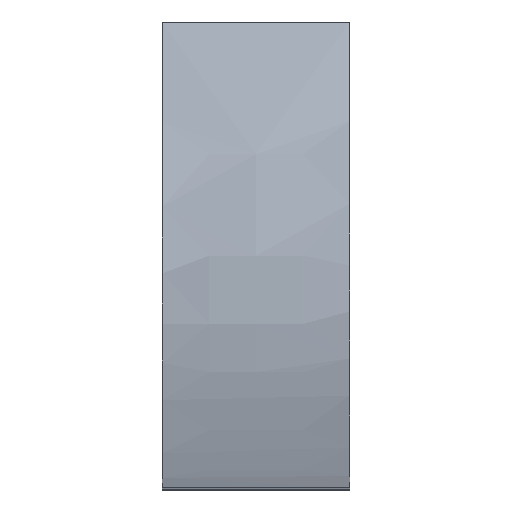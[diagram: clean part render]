
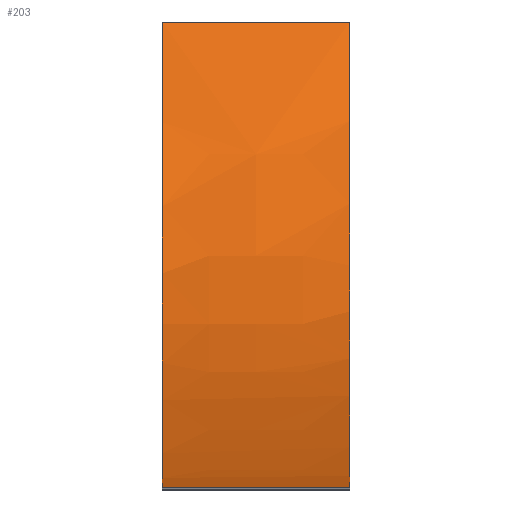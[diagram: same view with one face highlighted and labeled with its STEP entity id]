
A CAD part, top view. The second image highlights one B-rep face of the part: STEP entity #203.
In plain terms, the highlighted face is a extrusion surface.
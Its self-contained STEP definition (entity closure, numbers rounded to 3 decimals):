
#76=CARTESIAN_POINT('Vertex',(0.,50.,0.)) ;
#80=CARTESIAN_POINT('Control Point',(0.,50.,0.)) ;
#81=CARTESIAN_POINT('Control Point',(0.,43.661,3.977)) ;
#82=CARTESIAN_POINT('Control Point',(0.,38.003,8.476)) ;
#83=CARTESIAN_POINT('Control Point',(0.,33.025,13.496)) ;
#84=CARTESIAN_POINT('Control Point',(0.,24.721,24.155)) ;
#85=CARTESIAN_POINT('Control Point',(0.,18.665,36.38)) ;
#86=CARTESIAN_POINT('Control Point',(0.,16.233,42.534)) ;
#87=CARTESIAN_POINT('Control Point',(0.,12.224,54.991)) ;
#88=CARTESIAN_POINT('Control Point',(0.,9.45,67.706)) ;
#89=CARTESIAN_POINT('Control Point',(0.,8.292,73.998)) ;
#90=CARTESIAN_POINT('Control Point',(0.,5.138,92.825)) ;
#91=CARTESIAN_POINT('Control Point',(0.,2.584,111.732)) ;
#92=CARTESIAN_POINT('Control Point',(0.,0.861,124.397)) ;
#93=CARTESIAN_POINT('Control Point',(0.,0.,137.172)) ;
#94=CARTESIAN_POINT('Control Point',(0.,0.,150.056)) ;
#95=CARTESIAN_POINT('Vertex',(0.,0.,150.056)) ;
#128=CARTESIAN_POINT('Vertex',(-20.,50.,0.)) ;
#131=CARTESIAN_POINT('Line Origine',(-10.,50.,0.)) ;
#149=CARTESIAN_POINT('Control Point',(0.,50.,0.)) ;
#150=CARTESIAN_POINT('Control Point',(0.,43.661,3.977)) ;
#151=CARTESIAN_POINT('Control Point',(0.,38.003,8.476)) ;
#152=CARTESIAN_POINT('Control Point',(0.,33.025,13.496)) ;
#153=CARTESIAN_POINT('Control Point',(0.,24.721,24.155)) ;
#154=CARTESIAN_POINT('Control Point',(0.,18.665,36.38)) ;
#155=CARTESIAN_POINT('Control Point',(0.,16.233,42.534)) ;
#156=CARTESIAN_POINT('Control Point',(0.,12.224,54.991)) ;
#157=CARTESIAN_POINT('Control Point',(0.,9.45,67.706)) ;
#158=CARTESIAN_POINT('Control Point',(0.,8.292,73.998)) ;
#159=CARTESIAN_POINT('Control Point',(0.,5.138,92.825)) ;
#160=CARTESIAN_POINT('Control Point',(0.,2.584,111.732)) ;
#161=CARTESIAN_POINT('Control Point',(0.,0.861,124.397)) ;
#162=CARTESIAN_POINT('Control Point',(0.,0.,137.172)) ;
#163=CARTESIAN_POINT('Control Point',(0.,0.,150.056)) ;
#168=CARTESIAN_POINT('Control Point',(-20.,50.,0.)) ;
#169=CARTESIAN_POINT('Control Point',(-20.,43.244,4.239)) ;
#170=CARTESIAN_POINT('Control Point',(-20.,37.11,9.165)) ;
#171=CARTESIAN_POINT('Control Point',(-20.,31.748,14.781)) ;
#172=CARTESIAN_POINT('Control Point',(-20.,24.647,24.536)) ;
#173=CARTESIAN_POINT('Control Point',(-20.,19.312,35.379)) ;
#174=CARTESIAN_POINT('Control Point',(-20.,17.617,39.361)) ;
#175=CARTESIAN_POINT('Control Point',(-20.,14.602,47.483)) ;
#176=CARTESIAN_POINT('Control Point',(-20.,12.241,55.821)) ;
#177=CARTESIAN_POINT('Control Point',(-20.,11.201,60.018)) ;
#178=CARTESIAN_POINT('Control Point',(-20.,9.478,67.822)) ;
#179=CARTESIAN_POINT('Control Point',(-20.,8.039,75.663)) ;
#180=CARTESIAN_POINT('Control Point',(-20.,7.41,79.332)) ;
#181=CARTESIAN_POINT('Control Point',(-20.,6.205,86.734)) ;
#182=CARTESIAN_POINT('Control Point',(-20.,5.092,94.15)) ;
#183=CARTESIAN_POINT('Control Point',(-20.,4.556,97.834)) ;
#184=CARTESIAN_POINT('Control Point',(-20.,2.788,110.377)) ;
#185=CARTESIAN_POINT('Control Point',(-20.,1.283,122.974)) ;
#186=CARTESIAN_POINT('Control Point',(-20.,0.426,131.961)) ;
#187=CARTESIAN_POINT('Control Point',(-20.,0.,140.995)) ;
#188=CARTESIAN_POINT('Control Point',(-20.,0.,150.056)) ;
#189=CARTESIAN_POINT('Vertex',(-20.,0.,150.056)) ;
#192=CARTESIAN_POINT('Line Origine',(-10.61,0.,150.056)) ;
#132=DIRECTION('Vector Direction',(-1.,0.,0.)) ;
#164=DIRECTION('Vector Direction',(-1.,0.,0.)) ;
#193=DIRECTION('Vector Direction',(-1.,0.,0.)) ;
#198=ORIENTED_EDGE('',*,*,#191,.T.) ;
#199=ORIENTED_EDGE('',*,*,#196,.F.) ;
#200=ORIENTED_EDGE('',*,*,#97,.F.) ;
#201=ORIENTED_EDGE('',*,*,#135,.T.) ;
#133=VECTOR('Line Direction',#132,1.) ;
#165=VECTOR('Extrusion Surface Vector',#164,1.) ;
#194=VECTOR('Line Direction',#193,1.) ;
#203=ADVANCED_FACE('Hauptk\X2\00F6\X0\rper',(#202),#166,.F.) ;
#79=B_SPLINE_CURVE_WITH_KNOTS('',5,(#80,#81,#82,#83,#84,#85,#86,#87,#88,#89,#90,#91,#92,#93,#94),.UNSPECIFIED.,.F.,.U.,(6,3,3,3,6),(0.,35.355,68.019,100.056,163.82),.UNSPECIFIED.) ;
#148=B_SPLINE_CURVE_WITH_KNOTS('',5,(#149,#150,#151,#152,#153,#154,#155,#156,#157,#158,#159,#160,#161,#162,#163),.UNSPECIFIED.,.F.,.U.,(6,3,3,3,6),(0.,35.355,68.019,100.056,163.82),.UNSPECIFIED.) ;
#167=B_SPLINE_CURVE_WITH_KNOTS('',5,(#168,#169,#170,#171,#172,#173,#174,#175,#176,#177,#178,#179,#180,#181,#182,#183,#184,#185,#186,#187,#188),.UNSPECIFIED.,.F.,.U.,(6,3,3,3,3,3,6),(0.,54.864,85.308,115.753,141.711,167.669,231.411),.UNSPECIFIED.) ;
#97=EDGE_CURVE('',#77,#96,#79,.T.) ;
#135=EDGE_CURVE('',#77,#129,#134,.T.) ;
#191=EDGE_CURVE('',#129,#190,#167,.T.) ;
#196=EDGE_CURVE('',#96,#190,#195,.T.) ;
#197=EDGE_LOOP('',(#198,#199,#200,#201)) ;
#202=FACE_OUTER_BOUND('',#197,.T.) ;
#134=LINE('Line',#131,#133) ;
#195=LINE('Line',#192,#194) ;
#166=SURFACE_OF_LINEAR_EXTRUSION('generated tabulated cylinder',#148,#165) ;
#77=VERTEX_POINT('',#76) ;
#96=VERTEX_POINT('',#95) ;
#129=VERTEX_POINT('',#128) ;
#190=VERTEX_POINT('',#189) ;
